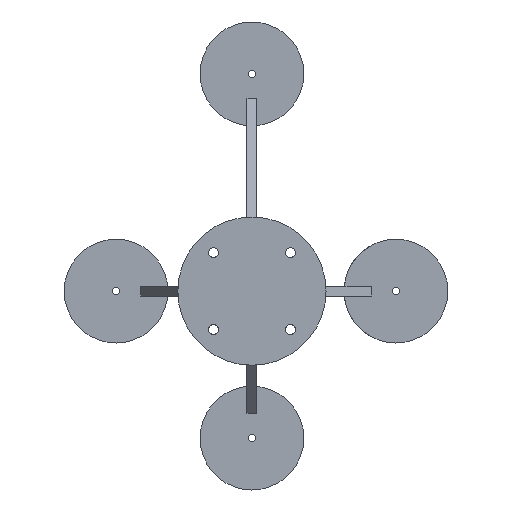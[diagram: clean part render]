
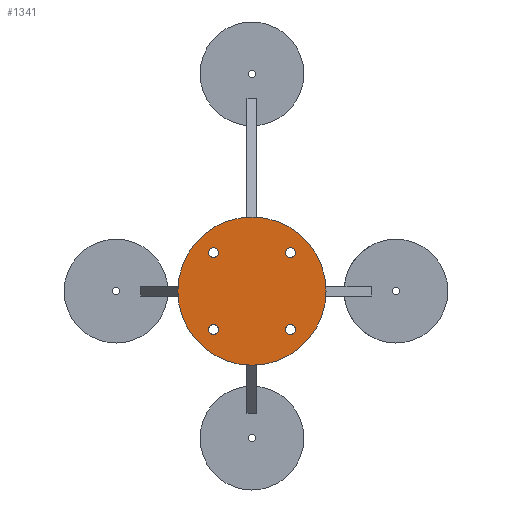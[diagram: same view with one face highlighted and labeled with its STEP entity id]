
A CAD part, front view. The second image highlights one B-rep face of the part: STEP entity #1341.
In plain terms, the highlighted planar face has unit normal (0, -1, 0).
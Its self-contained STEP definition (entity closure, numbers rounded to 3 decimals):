
#18 = CARTESIAN_POINT ( 'NONE',  ( -7.778, 0., 7.778 ) ) ;
#32 = VERTEX_POINT ( 'NONE', #841 ) ;
#45 = AXIS2_PLACEMENT_3D ( 'NONE', #18, #1116, #287 ) ;
#48 = ORIENTED_EDGE ( 'NONE', *, *, #1387, .T. ) ;
#50 = CARTESIAN_POINT ( 'NONE',  ( 0., 0., 0. ) ) ;
#66 = VERTEX_POINT ( 'NONE', #1520 ) ;
#69 = CARTESIAN_POINT ( 'NONE',  ( -7.778, 0., -7.778 ) ) ;
#80 = DIRECTION ( 'NONE',  ( 0., 1., 0. ) ) ;
#104 = AXIS2_PLACEMENT_3D ( 'NONE', #428, #985, #280 ) ;
#146 = DIRECTION ( 'NONE',  ( 0., 0., 1. ) ) ;
#187 = AXIS2_PLACEMENT_3D ( 'NONE', #1383, #950, #404 ) ;
#206 = DIRECTION ( 'NONE',  ( 0., 0., 1. ) ) ;
#221 = EDGE_CURVE ( 'NONE', #698, #32, #1104, .T. ) ;
#222 = VERTEX_POINT ( 'NONE', #303 ) ;
#234 = CARTESIAN_POINT ( 'NONE',  ( 7.778, 0., 7.778 ) ) ;
#237 = ORIENTED_EDGE ( 'NONE', *, *, #609, .T. ) ;
#255 = ORIENTED_EDGE ( 'NONE', *, *, #1123, .T. ) ;
#271 = EDGE_CURVE ( 'NONE', #634, #850, #1342, .T. ) ;
#280 = DIRECTION ( 'NONE',  ( 0., 0., 1. ) ) ;
#287 = DIRECTION ( 'NONE',  ( 0., 0., 1. ) ) ;
#291 = AXIS2_PLACEMENT_3D ( 'NONE', #1648, #802, #1813 ) ;
#303 = CARTESIAN_POINT ( 'NONE',  ( 0., 0., -15. ) ) ;
#335 = FACE_OUTER_BOUND ( 'NONE', #1717, .T. ) ;
#374 = AXIS2_PLACEMENT_3D ( 'NONE', #504, #483, #781 ) ;
#385 = CARTESIAN_POINT ( 'NONE',  ( -7.778, 0., 6.778 ) ) ;
#394 = CARTESIAN_POINT ( 'NONE',  ( 0., 0., 0. ) ) ;
#403 = DIRECTION ( 'NONE',  ( 0., 1., 0. ) ) ;
#404 = DIRECTION ( 'NONE',  ( 0., 0., 1. ) ) ;
#428 = CARTESIAN_POINT ( 'NONE',  ( 0., 0., 0. ) ) ;
#469 = DIRECTION ( 'NONE',  ( 0., 1., 0. ) ) ;
#470 = DIRECTION ( 'NONE',  ( 0., 0., 1. ) ) ;
#481 = AXIS2_PLACEMENT_3D ( 'NONE', #1735, #469, #146 ) ;
#483 = DIRECTION ( 'NONE',  ( 0., 1., 0. ) ) ;
#504 = CARTESIAN_POINT ( 'NONE',  ( 7.778, 0., -7.778 ) ) ;
#526 = DIRECTION ( 'NONE',  ( 0., 0., 1. ) ) ;
#556 = ORIENTED_EDGE ( 'NONE', *, *, #1699, .T. ) ;
#585 = CARTESIAN_POINT ( 'NONE',  ( 7.778, 0., 6.778 ) ) ;
#600 = ORIENTED_EDGE ( 'NONE', *, *, #221, .T. ) ;
#608 = DIRECTION ( 'NONE',  ( 0., 1., 0. ) ) ;
#609 = EDGE_CURVE ( 'NONE', #1542, #1168, #1558, .T. ) ;
#634 = VERTEX_POINT ( 'NONE', #663 ) ;
#657 = EDGE_CURVE ( 'NONE', #1181, #222, #680, .T. ) ;
#663 = CARTESIAN_POINT ( 'NONE',  ( -7.778, 0., -8.778 ) ) ;
#680 = CIRCLE ( 'NONE', #1707, 15. ) ;
#689 = CIRCLE ( 'NONE', #1377, 1. ) ;
#698 = VERTEX_POINT ( 'NONE', #385 ) ;
#753 = CIRCLE ( 'NONE', #187, 1. ) ;
#781 = DIRECTION ( 'NONE',  ( 0., 0., 1. ) ) ;
#798 = FACE_BOUND ( 'NONE', #1044, .T. ) ;
#802 = DIRECTION ( 'NONE',  ( 0., 1., 0. ) ) ;
#822 = VERTEX_POINT ( 'NONE', #585 ) ;
#828 = EDGE_CURVE ( 'NONE', #222, #1181, #1519, .T. ) ;
#837 = CIRCLE ( 'NONE', #1345, 1. ) ;
#838 = DIRECTION ( 'NONE',  ( 0., 0., 1. ) ) ;
#839 = CIRCLE ( 'NONE', #45, 1. ) ;
#841 = CARTESIAN_POINT ( 'NONE',  ( -7.778, 0., 8.778 ) ) ;
#850 = VERTEX_POINT ( 'NONE', #1406 ) ;
#855 = ORIENTED_EDGE ( 'NONE', *, *, #1276, .T. ) ;
#873 = DIRECTION ( 'NONE',  ( 0., 1., 0. ) ) ;
#878 = ORIENTED_EDGE ( 'NONE', *, *, #1563, .T. ) ;
#898 = PLANE ( 'NONE',  #1257 ) ;
#899 = CIRCLE ( 'NONE', #374, 1. ) ;
#950 = DIRECTION ( 'NONE',  ( 0., 1., 0. ) ) ;
#957 = EDGE_LOOP ( 'NONE', ( #1190, #48 ) ) ;
#974 = CARTESIAN_POINT ( 'NONE',  ( 0., 0., 15. ) ) ;
#985 = DIRECTION ( 'NONE',  ( 0., 1., 0. ) ) ;
#1044 = EDGE_LOOP ( 'NONE', ( #878, #556 ) ) ;
#1104 = CIRCLE ( 'NONE', #481, 1. ) ;
#1116 = DIRECTION ( 'NONE',  ( 0., 1., 0. ) ) ;
#1123 = EDGE_CURVE ( 'NONE', #32, #698, #839, .T. ) ;
#1168 = VERTEX_POINT ( 'NONE', #1547 ) ;
#1181 = VERTEX_POINT ( 'NONE', #974 ) ;
#1190 = ORIENTED_EDGE ( 'NONE', *, *, #271, .T. ) ;
#1214 = FACE_BOUND ( 'NONE', #957, .T. ) ;
#1234 = DIRECTION ( 'NONE',  ( 0., 1., 0. ) ) ;
#1257 = AXIS2_PLACEMENT_3D ( 'NONE', #50, #608, #470 ) ;
#1276 = EDGE_CURVE ( 'NONE', #1168, #1542, #899, .T. ) ;
#1339 = FACE_BOUND ( 'NONE', #1630, .T. ) ;
#1341 = ADVANCED_FACE ( 'NONE', ( #335, #1339, #1214, #1633, #798 ), #898, .F. ) ;
#1342 = CIRCLE ( 'NONE', #1511, 1. ) ;
#1345 = AXIS2_PLACEMENT_3D ( 'NONE', #234, #1234, #1384 ) ;
#1377 = AXIS2_PLACEMENT_3D ( 'NONE', #1420, #873, #838 ) ;
#1383 = CARTESIAN_POINT ( 'NONE',  ( -7.778, 0., -7.778 ) ) ;
#1384 = DIRECTION ( 'NONE',  ( 0., 0., 1. ) ) ;
#1387 = EDGE_CURVE ( 'NONE', #850, #634, #753, .T. ) ;
#1406 = CARTESIAN_POINT ( 'NONE',  ( -7.778, 0., -6.778 ) ) ;
#1420 = CARTESIAN_POINT ( 'NONE',  ( 7.778, 0., 7.778 ) ) ;
#1511 = AXIS2_PLACEMENT_3D ( 'NONE', #69, #80, #206 ) ;
#1519 = CIRCLE ( 'NONE', #104, 15. ) ;
#1520 = CARTESIAN_POINT ( 'NONE',  ( 7.778, 0., 8.778 ) ) ;
#1542 = VERTEX_POINT ( 'NONE', #1806 ) ;
#1547 = CARTESIAN_POINT ( 'NONE',  ( 7.778, 0., -6.778 ) ) ;
#1558 = CIRCLE ( 'NONE', #291, 1. ) ;
#1563 = EDGE_CURVE ( 'NONE', #822, #66, #837, .T. ) ;
#1630 = EDGE_LOOP ( 'NONE', ( #237, #855 ) ) ;
#1633 = FACE_BOUND ( 'NONE', #1742, .T. ) ;
#1648 = CARTESIAN_POINT ( 'NONE',  ( 7.778, 0., -7.778 ) ) ;
#1699 = EDGE_CURVE ( 'NONE', #66, #822, #689, .T. ) ;
#1707 = AXIS2_PLACEMENT_3D ( 'NONE', #394, #403, #526 ) ;
#1717 = EDGE_LOOP ( 'NONE', ( #1816, #1761 ) ) ;
#1735 = CARTESIAN_POINT ( 'NONE',  ( -7.778, 0., 7.778 ) ) ;
#1742 = EDGE_LOOP ( 'NONE', ( #600, #255 ) ) ;
#1761 = ORIENTED_EDGE ( 'NONE', *, *, #657, .F. ) ;
#1806 = CARTESIAN_POINT ( 'NONE',  ( 7.778, 0., -8.778 ) ) ;
#1813 = DIRECTION ( 'NONE',  ( 0., 0., 1. ) ) ;
#1816 = ORIENTED_EDGE ( 'NONE', *, *, #828, .F. ) ;
